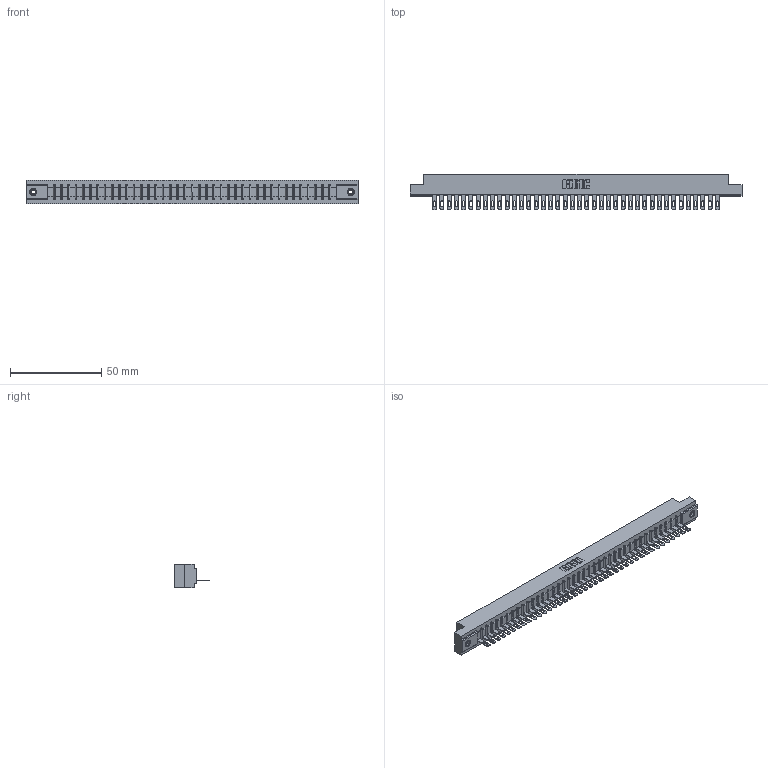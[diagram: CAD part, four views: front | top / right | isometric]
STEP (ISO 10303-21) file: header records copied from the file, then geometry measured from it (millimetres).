
FILE_DESCRIPTION (( 'STEP AP203' ), '1' );
FILE_NAME ('357-040-505-108.STEP', '2019-09-14T09:50:42', ( '' ), ( '' ), 'SwSTEP 2.0', 'SolidWorks 2016', '' );
FILE_SCHEMA (( 'CONFIG_CONTROL_DESIGN' ));
Length unit declared in the file: inch
Products named in the file (4): 357-040-505-108; 307 Part_.156 Dia Mounting Holes; 345-250-001_345-250-003-102; 307-290-001_505
Assembly tree (43 placements, depth 2):
  357-040-505-108
    307 Part_.156 Dia Mounting Holes
    307-290-001_505  x40
    345-250-001_345-250-003-102  x2
Bounding box: 181.51 x 19.18 x 12.7 mm (x, y, z)
Volume: 18879.1 mm3; surface area: 20328.5 mm2
Topology: 43 solids, 43 shells, 2459 faces, 6939 edges, 4454 vertices
Faces by surface type: plane 1542, cylinder 819, sphere 82, cone 12, torus 4
Entity records: 35697 total; most frequent: CARTESIAN_POINT 5991, ORIENTED_EDGE 5970, DIRECTION 5839, EDGE_CURVE 2985, VECTOR 2287, LINE 2287, VERTEX_POINT 1928, AXIS2_PLACEMENT_3D 1776
